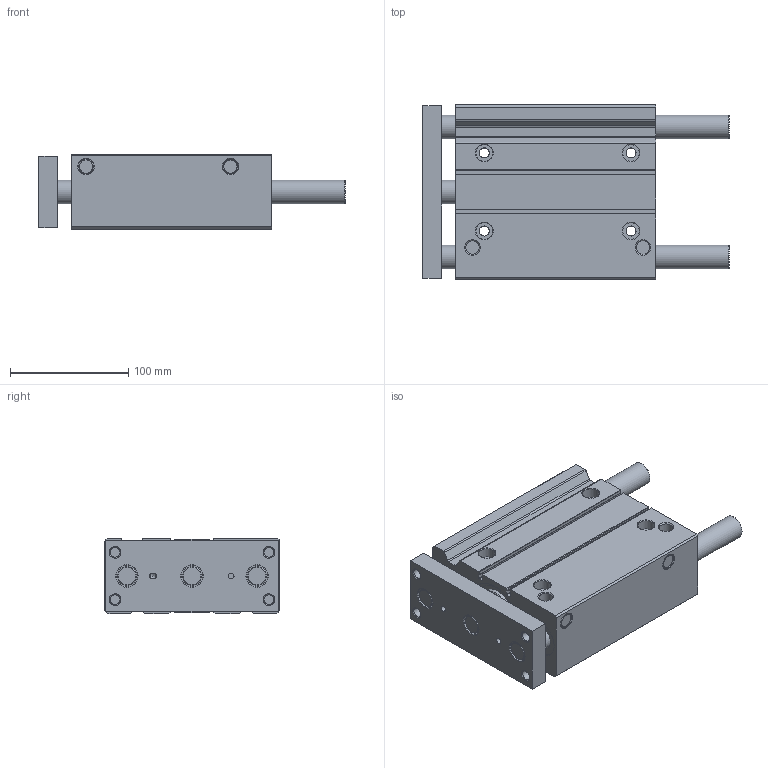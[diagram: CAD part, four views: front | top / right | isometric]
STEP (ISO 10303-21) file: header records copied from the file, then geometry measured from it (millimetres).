
FILE_DESCRIPTION( ( 'STEP AP203' ), '1' );
FILE_NAME( 'TCL50x125S(0,).stp', '2019-09-09T12:21:26', ( '' ), ( '' ), ' ', 'PARTsolutions', ' ' );
FILE_SCHEMA( ( 'CONFIG_CONTROL_DESIGN' ) );
Length unit declared in the file: millimetre
Products named in the file (3): TCL50x125S(0,); _TC-L-50x125125_b; _TCL-50x125-0_125fp
Assembly tree (2 placements, depth 2):
  TCL50x125S(0,)
    _TC-L-50x125125_b
    _TCL-50x125-0_125fp
Bounding box: 259 x 148 x 64 mm (x, y, z)
Volume: 1358449.5 mm3; surface area: 254255.7 mm2
Topology: 2 solids, 2 shells, 282 faces, 657 edges, 422 vertices
Faces by surface type: plane 121, cylinder 112, cone 47, torus 2
Full cylindrical faces by diameter (mm): 5 x6, 8.376 x12, 8.5 x4, 11.445 x2, 12.157 x2, 13.157 x2, 14 x4, 16 x3, 18 x3, 20 x8, 30 x4, 32 x2, 37.9 x2, 46 x2, 49.5 x1, 50 x1, 52 x2
Entity records: 7544 total; most frequent: DIRECTION 1370, CARTESIAN_POINT 1228, ORIENTED_EDGE 1062, AXIS2_PLACEMENT_3D 554, EDGE_CURVE 531, EDGE_LOOP 454, VERTEX_POINT 412, FACE_OUTER_BOUND 344
